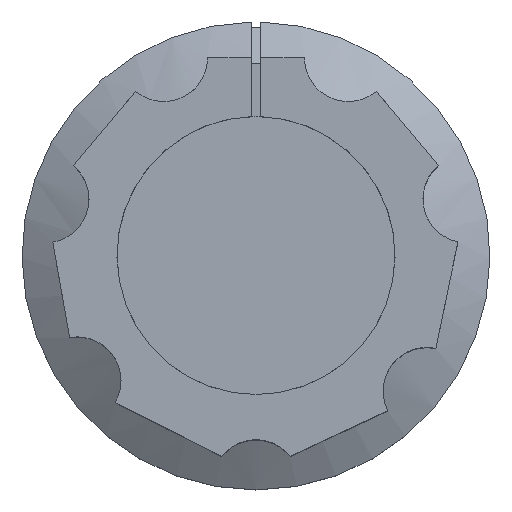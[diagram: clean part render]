
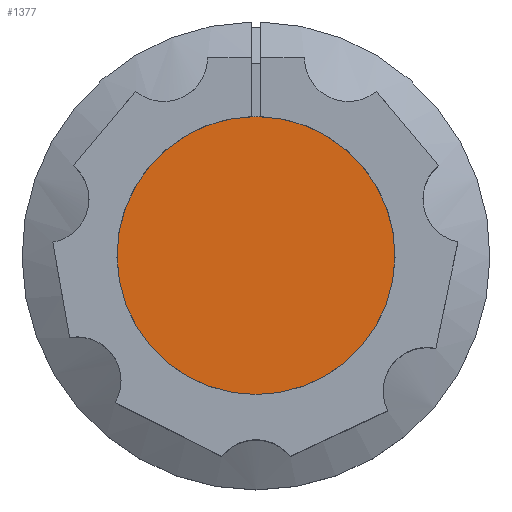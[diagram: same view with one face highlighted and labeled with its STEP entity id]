
A CAD part, top view. The second image highlights one B-rep face of the part: STEP entity #1377.
In plain terms, the highlighted planar face has unit normal (0, 0, 1).
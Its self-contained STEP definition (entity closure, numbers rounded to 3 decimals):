
#635=CARTESIAN_POINT('',(0.,0.,-1.));
#636=DIRECTION('',(0.,0.,-1.));
#637=DIRECTION('',(0.,1.,0.));
#638=AXIS2_PLACEMENT_3D('',#635,#636,#637);
#662=CARTESIAN_POINT('',(0.,0.,-1.));
#663=DIRECTION('',(0.,0.,1.));
#664=DIRECTION('',(0.,1.,0.));
#665=AXIS2_PLACEMENT_3D('',#662,#663,#664);
#741=CARTESIAN_POINT('',(0.,6.452,-1.));
#742=CARTESIAN_POINT('',(0.,-6.452,-1.));
#743=VERTEX_POINT('',#741);
#744=VERTEX_POINT('',#742);
#1368=CARTESIAN_POINT('',(0.,0.,-1.));
#1369=DIRECTION('',(0.,0.,-1.));
#1370=DIRECTION('',(0.,-1.,0.));
#1371=AXIS2_PLACEMENT_3D('',#1368,#1369,#1370);
#1372=PLANE('',#1371);
#1373=ORIENTED_EDGE('',*,*,#1310,.F.);
#1374=ORIENTED_EDGE('',*,*,#1290,.T.);
#1375=EDGE_LOOP('',(#1373,#1374));
#1376=FACE_OUTER_BOUND('',#1375,.F.);
#1377=ADVANCED_FACE('',(#1376),#1372,.F.);
#639=CIRCLE('',#638,6.452);
#666=CIRCLE('',#665,6.452);
#1290=EDGE_CURVE('',#743,#744,#639,.T.);
#1310=EDGE_CURVE('',#743,#744,#666,.T.);
